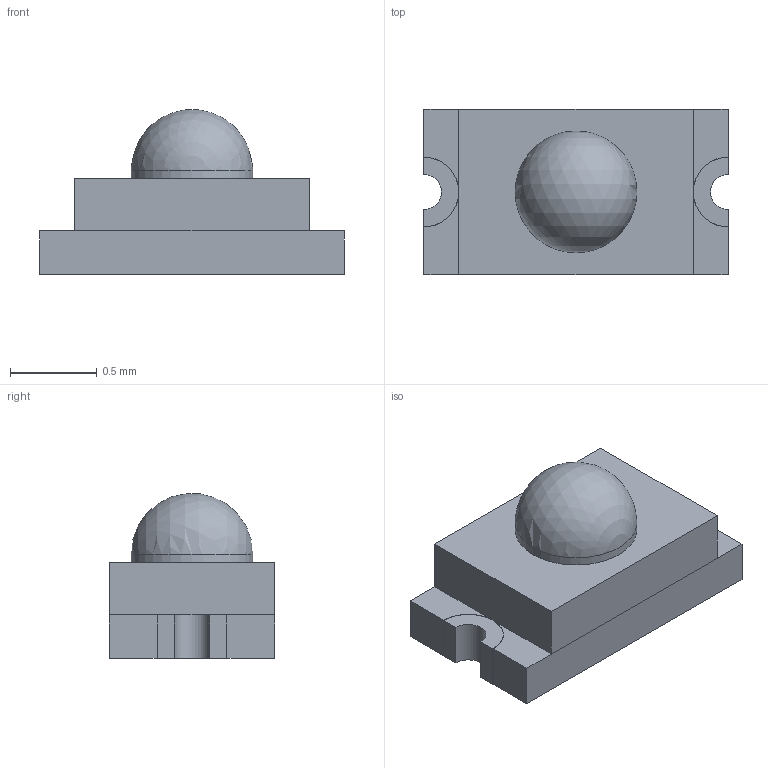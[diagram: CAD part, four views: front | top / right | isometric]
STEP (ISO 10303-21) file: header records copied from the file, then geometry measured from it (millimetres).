
FILE_DESCRIPTION(('FreeCAD Model'),'2;1');
FILE_NAME('LED_0603_gn.step','2016-09-01T14:44:10',( 'Author'),(''),'Open CASCADE STEP processor 6.8','FreeCAD','Unknown' );
FILE_SCHEMA(('AUTOMOTIVE_DESIGN_CC2 { 1 2 10303 214 -1 1 5 4 }'));
Length unit declared in the file: millimetre
Products named in the file (2): ASSEMBLY; LED_0603_gn
Assembly tree (1 placements, depth 2):
  ASSEMBLY
    LED_0603_gn
Bounding box: 1.75 x 0.95 x 0.95 mm (x, y, z)
Volume: 0.9 mm3; surface area: 6.5 mm2
Topology: 1 solids, 1 shells, 38 faces, 87 edges, 50 vertices
Faces by surface type: plane 34, cylinder 3, sphere 1
Full cylindrical faces by diameter (mm): 0.7 x1
Entity records: 2498 total; most frequent: CARTESIAN_POINT 477, DIRECTION 333, LINE 206, VECTOR 206, ORIENTED_EDGE 170, PCURVE 170, DEFINITIONAL_REPRESENTATION 170, EDGE_CURVE 85
